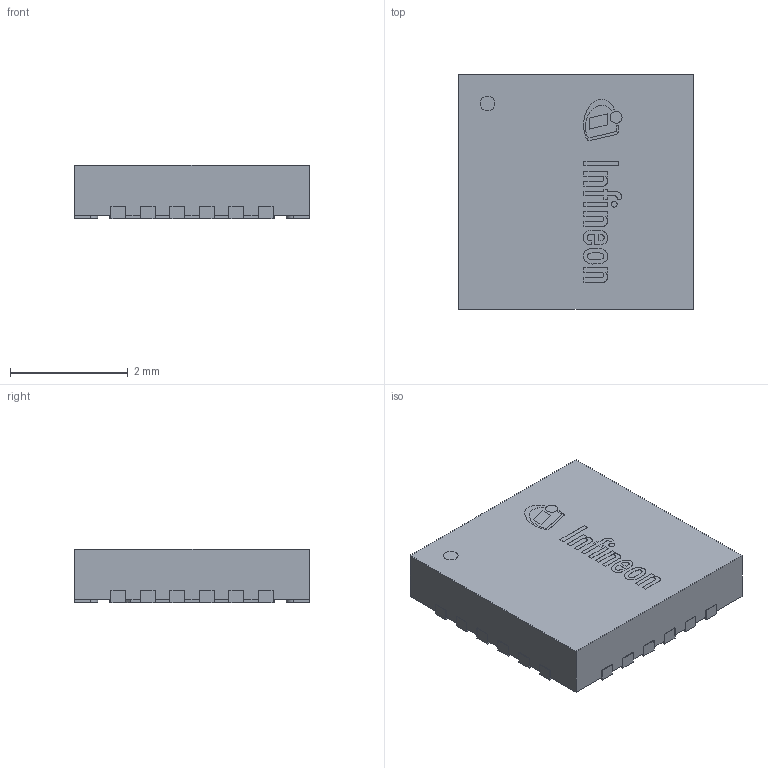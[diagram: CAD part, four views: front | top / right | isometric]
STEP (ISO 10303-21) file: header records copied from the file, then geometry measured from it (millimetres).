
FILE_DESCRIPTION(/* description */ (''),/* implementation_level */ '2;1');
FILE_NAME(/* name */ '1.stp',/* time_stamp */ '2025-11-17T19:27:55+05:30',/* author */ ('sivamani'),/* organization */ (''),/* preprocessor_version */ 'ST-DEVELOPER v19.2',/* originating_system */ 'AutoCAD Mechanical',/* authorisation */ '');
FILE_SCHEMA (('AUTOMOTIVE_DESIGN { 1 0 10303 214 3 1 1 }'));
Length unit declared in the file: millimetre
Products named in the file (1): Product
Bounding box: 4 x 4 x 0.9 mm (x, y, z)
Volume: 14 mm3; surface area: 78.6 mm2
Topology: 39 solids, 39 shells, 383 faces, 909 edges, 606 vertices
Faces by surface type: plane 305, cylinder 60, bspline 18
Full cylindrical faces by diameter (mm): 0.098 x1, 0.201 x1, 0.25 x2
Entity records: 11178 total; most frequent: CARTESIAN_POINT 2269, ORIENTED_EDGE 1818, DIRECTION 1725, EDGE_CURVE 909, LINE 753, VECTOR 753, VERTEX_POINT 606, AXIS2_PLACEMENT_3D 486
